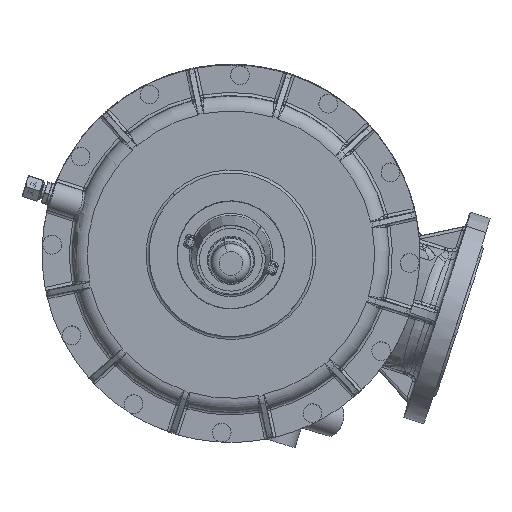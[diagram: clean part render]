
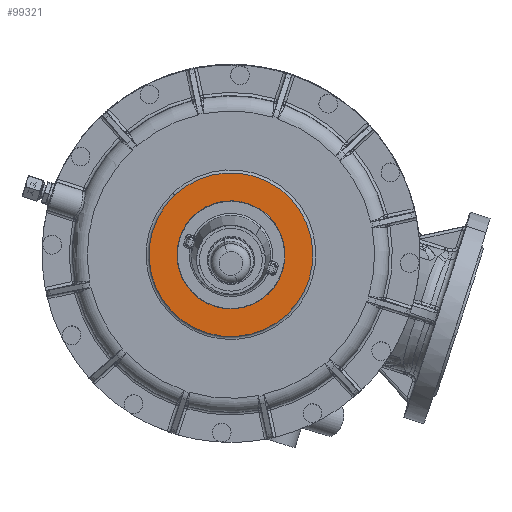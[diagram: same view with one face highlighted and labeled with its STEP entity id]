
A CAD part, top view. The second image highlights one B-rep face of the part: STEP entity #99321.
In plain terms, the highlighted face is planar.
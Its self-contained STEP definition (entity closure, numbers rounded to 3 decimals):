
#96650=DIRECTION('Axis2P3D Direction',(0.,0.,-1.)) ;
#96674=DIRECTION('Axis2P3D Direction',(0.,-0.,-1.)) ;
#99287=DIRECTION('Axis2P3D Direction',(0.,0.,-1.)) ;
#99288=DIRECTION('Axis2P3D XDirection',(1.,0.,0.)) ;
#99296=DIRECTION('Axis2P3D Direction',(0.,0.,-1.)) ;
#99305=DIRECTION('Axis2P3D Direction',(0.,0.,-1.)) ;
#99312=DIRECTION('Axis2P3D Direction',(0.,0.,-1.)) ;
#96646=CARTESIAN_POINT('Vertex',(-73.278,40.032,236.)) ;
#96649=CARTESIAN_POINT('Axis2P3D Location',(0.,0.,236.)) ;
#96653=CARTESIAN_POINT('Vertex',(73.278,-40.032,236.)) ;
#96673=CARTESIAN_POINT('Axis2P3D Location',(0.,0.,236.)) ;
#99286=CARTESIAN_POINT('Axis2P3D Location',(83.5,0.,236.)) ;
#99295=CARTESIAN_POINT('Axis2P3D Location',(0.,0.,236.)) ;
#99299=CARTESIAN_POINT('Vertex',(-26.129,-47.828,236.)) ;
#99301=CARTESIAN_POINT('Vertex',(20.212,50.613,236.)) ;
#99304=CARTESIAN_POINT('Axis2P3D Location',(0.,0.,236.)) ;
#99308=CARTESIAN_POINT('Vertex',(26.129,47.828,236.)) ;
#99311=CARTESIAN_POINT('Axis2P3D Location',(0.,0.,236.)) ;
#96651=AXIS2_PLACEMENT_3D('Circle Axis2P3D',#96649,#96650,$) ;
#96675=AXIS2_PLACEMENT_3D('Circle Axis2P3D',#96673,#96674,$) ;
#99289=AXIS2_PLACEMENT_3D('Plane Axis2P3D',#99286,#99287,#99288) ;
#99297=AXIS2_PLACEMENT_3D('Circle Axis2P3D',#99295,#99296,$) ;
#99306=AXIS2_PLACEMENT_3D('Circle Axis2P3D',#99304,#99305,$) ;
#99313=AXIS2_PLACEMENT_3D('Circle Axis2P3D',#99311,#99312,$) ;
#99320=FACE_BOUND('',#99316,.T.) ;
#96655=EDGE_CURVE('',#96647,#96654,#96652,.T.) ;
#96677=EDGE_CURVE('',#96654,#96647,#96676,.T.) ;
#99303=EDGE_CURVE('',#99300,#99302,#99298,.T.) ;
#99310=EDGE_CURVE('',#99302,#99309,#99307,.T.) ;
#99315=EDGE_CURVE('',#99309,#99300,#99314,.T.) ;
#99290=PLANE('Plane',#99289) ;
#99292=ORIENTED_EDGE('',*,*,#96677,.F.) ;
#99293=ORIENTED_EDGE('',*,*,#96655,.F.) ;
#99317=ORIENTED_EDGE('',*,*,#99303,.T.) ;
#99318=ORIENTED_EDGE('',*,*,#99310,.T.) ;
#99319=ORIENTED_EDGE('',*,*,#99315,.T.) ;
#99321=ADVANCED_FACE('Brep With Voids',(#99294,#99320),#99290,.F.) ;
#96652=CIRCLE('generated circle',#96651,83.5) ;
#96676=CIRCLE('generated circle',#96675,83.5) ;
#99298=CIRCLE('generated circle',#99297,54.5) ;
#99307=CIRCLE('generated circle',#99306,54.5) ;
#99314=CIRCLE('generated circle',#99313,54.5) ;
#96647=VERTEX_POINT('',#96646) ;
#96654=VERTEX_POINT('',#96653) ;
#99300=VERTEX_POINT('',#99299) ;
#99302=VERTEX_POINT('',#99301) ;
#99309=VERTEX_POINT('',#99308) ;
#99291=EDGE_LOOP('',(#99292,#99293)) ;
#99316=EDGE_LOOP('',(#99317,#99318,#99319)) ;
#99294=FACE_OUTER_BOUND('',#99291,.T.) ;
